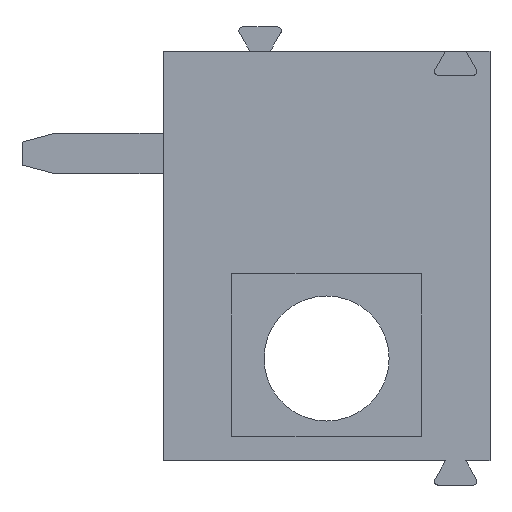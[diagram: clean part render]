
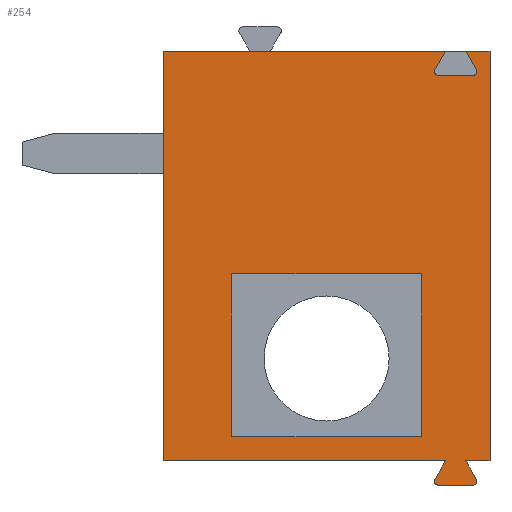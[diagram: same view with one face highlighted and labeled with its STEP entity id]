
A CAD part, front view. The second image highlights one B-rep face of the part: STEP entity #254.
In plain terms, the highlighted planar face has unit normal (0, -1, 0).
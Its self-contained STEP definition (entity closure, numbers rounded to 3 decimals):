
#254 = ADVANCED_FACE( 'F487', ( #537, #538 ), #539, .T. );
#537 = FACE_OUTER_BOUND( '', #843, .T. );
#538 = FACE_BOUND( '', #844, .T. );
#539 = PLANE( '', #845 );
#843 = EDGE_LOOP( '', ( #1472, #1473, #1474, #1475, #1476, #1477, #1478, #1479, #1480, #1481, #1482, #1483, #1484, #1485, #1486, #1487 ) );
#844 = EDGE_LOOP( '', ( #1488, #1489, #1490, #1491 ) );
#845 = AXIS2_PLACEMENT_3D( '', #1492, #1493, #1494 );
#1472 = ORIENTED_EDGE( '', *, *, #2067, .T. );
#1473 = ORIENTED_EDGE( '', *, *, #1994, .T. );
#1474 = ORIENTED_EDGE( '', *, *, #1945, .T. );
#1475 = ORIENTED_EDGE( '', *, *, #1873, .T. );
#1476 = ORIENTED_EDGE( '', *, *, #1907, .T. );
#1477 = ORIENTED_EDGE( '', *, *, #1916, .T. );
#1478 = ORIENTED_EDGE( '', *, *, #2068, .T. );
#1479 = ORIENTED_EDGE( '', *, *, #1992, .T. );
#1480 = ORIENTED_EDGE( '', *, *, #1859, .T. );
#1481 = ORIENTED_EDGE( '', *, *, #2069, .T. );
#1482 = ORIENTED_EDGE( '', *, *, #2070, .T. );
#1483 = ORIENTED_EDGE( '', *, *, #1891, .F. );
#1484 = ORIENTED_EDGE( '', *, *, #2053, .T. );
#1485 = ORIENTED_EDGE( '', *, *, #1967, .F. );
#1486 = ORIENTED_EDGE( '', *, *, #2071, .T. );
#1487 = ORIENTED_EDGE( '', *, *, #2072, .T. );
#1488 = ORIENTED_EDGE( '', *, *, #2073, .F. );
#1489 = ORIENTED_EDGE( '', *, *, #2074, .F. );
#1490 = ORIENTED_EDGE( '', *, *, #2075, .T. );
#1491 = ORIENTED_EDGE( '', *, *, #2076, .F. );
#1492 = CARTESIAN_POINT( '', ( -0.15, 0., -0.12 ) );
#1493 = DIRECTION( '', ( 0., -1., 0. ) );
#1494 = DIRECTION( '', ( 1., 0., 0. ) );
#1859 = EDGE_CURVE( '', #2229, #2227, #2230, .T. );
#1873 = EDGE_CURVE( '', #2252, #2250, #2253, .T. );
#1891 = EDGE_CURVE( '', #2283, #2285, #2286, .T. );
#1907 = EDGE_CURVE( '', #2250, #2307, #2309, .T. );
#1916 = EDGE_CURVE( '', #2307, #2321, #2323, .T. );
#1945 = EDGE_CURVE( '', #2366, #2252, #2367, .T. );
#1967 = EDGE_CURVE( '', #2401, #2403, #2404, .T. );
#1992 = EDGE_CURVE( '', #2442, #2229, #2443, .T. );
#1994 = EDGE_CURVE( '', #2445, #2366, #2446, .T. );
#2053 = EDGE_CURVE( '', #2283, #2403, #2528, .T. );
#2067 = EDGE_CURVE( '', #2545, #2445, #2546, .T. );
#2068 = EDGE_CURVE( '', #2321, #2442, #2547, .T. );
#2069 = EDGE_CURVE( '', #2227, #2548, #2549, .T. );
#2070 = EDGE_CURVE( '', #2548, #2285, #2550, .T. );
#2071 = EDGE_CURVE( '', #2401, #2551, #2552, .T. );
#2072 = EDGE_CURVE( '', #2551, #2545, #2553, .T. );
#2073 = EDGE_CURVE( '', #2554, #2555, #2556, .T. );
#2074 = EDGE_CURVE( '', #2557, #2554, #2558, .T. );
#2075 = EDGE_CURVE( '', #2557, #2559, #2560, .T. );
#2076 = EDGE_CURVE( '', #2555, #2559, #2561, .T. );
#2227 = VERTEX_POINT( '', #2758 );
#2229 = VERTEX_POINT( '', #2761 );
#2230 = LINE( '', #2762, #2763 );
#2250 = VERTEX_POINT( '', #2790 );
#2252 = VERTEX_POINT( '', #2793 );
#2253 = CIRCLE( '', #2794, 0.1 );
#2283 = VERTEX_POINT( '', #2835 );
#2285 = VERTEX_POINT( '', #2838 );
#2286 = CIRCLE( '', #2839, 0.1 );
#2307 = VERTEX_POINT( '', #2867 );
#2309 = LINE( '', #2870, #2871 );
#2321 = VERTEX_POINT( '', #2884 );
#2323 = CIRCLE( '', #2887, 0.1 );
#2366 = VERTEX_POINT( '', #2950 );
#2367 = LINE( '', #2951, #2952 );
#2401 = VERTEX_POINT( '', #3000 );
#2403 = VERTEX_POINT( '', #3003 );
#2404 = CIRCLE( '', #3004, 0.1 );
#2442 = VERTEX_POINT( '', #3050 );
#2443 = LINE( '', #3051, #3052 );
#2445 = VERTEX_POINT( '', #3055 );
#2446 = LINE( '', #3056, #3057 );
#2528 = LINE( '', #3175, #3176 );
#2545 = VERTEX_POINT( '', #3200 );
#2546 = LINE( '', #3201, #3202 );
#2547 = LINE( '', #3203, #3204 );
#2548 = VERTEX_POINT( '', #3205 );
#2549 = LINE( '', #3206, #3207 );
#2550 = LINE( '', #3208, #3209 );
#2551 = VERTEX_POINT( '', #3210 );
#2552 = LINE( '', #3211, #3212 );
#2553 = LINE( '', #3213, #3214 );
#2554 = VERTEX_POINT( '', #3215 );
#2555 = VERTEX_POINT( '', #3216 );
#2556 = LINE( '', #3217, #3218 );
#2557 = VERTEX_POINT( '', #3219 );
#2558 = LINE( '', #3220, #3221 );
#2559 = VERTEX_POINT( '', #3222 );
#2560 = LINE( '', #3223, #3224 );
#2561 = LINE( '', #3225, #3226 );
#2758 = CARTESIAN_POINT( '', ( 0., 0., 0. ) );
#2761 = CARTESIAN_POINT( '', ( 0., 0., -10.16 ) );
#2762 = CARTESIAN_POINT( '', ( 0., 0., -0.12 ) );
#2763 = VECTOR( '', #3390, 1000. );
#2790 = CARTESIAN_POINT( '', ( -1.277, 0., -10.76 ) );
#2793 = CARTESIAN_POINT( '', ( -1.363, 0., -10.61 ) );
#2794 = AXIS2_PLACEMENT_3D( '', #3405, #3406, #3407 );
#2835 = CARTESIAN_POINT( '', ( -0.423, 0., -0.6 ) );
#2838 = CARTESIAN_POINT( '', ( -0.337, 0., -0.45 ) );
#2839 = AXIS2_PLACEMENT_3D( '', #3426, #3427, #3428 );
#2867 = CARTESIAN_POINT( '', ( -0.423, 0., -10.76 ) );
#2870 = CARTESIAN_POINT( '', ( -0.15, 0., -10.76 ) );
#2871 = VECTOR( '', #3446, 1000. );
#2884 = CARTESIAN_POINT( '', ( -0.337, 0., -10.61 ) );
#2887 = AXIS2_PLACEMENT_3D( '', #3458, #3459, #3460 );
#2950 = CARTESIAN_POINT( '', ( -1.104, 0., -10.16 ) );
#2951 = CARTESIAN_POINT( '', ( 3.465, 0., -2.247 ) );
#2952 = VECTOR( '', #3481, 1000. );
#3000 = CARTESIAN_POINT( '', ( -1.363, 0., -0.45 ) );
#3003 = CARTESIAN_POINT( '', ( -1.277, 0., -0.6 ) );
#3004 = AXIS2_PLACEMENT_3D( '', #3500, #3501, #3502 );
#3050 = CARTESIAN_POINT( '', ( -0.596, 0., -10.16 ) );
#3051 = CARTESIAN_POINT( '', ( -16.414, 0., -10.16 ) );
#3052 = VECTOR( '', #3541, 1000. );
#3055 = CARTESIAN_POINT( '', ( -8.1, 0., -10.16 ) );
#3056 = CARTESIAN_POINT( '', ( -16.414, 0., -10.16 ) );
#3057 = VECTOR( '', #3543, 1000. );
#3175 = CARTESIAN_POINT( '', ( -16.414, 0., -0.6 ) );
#3176 = VECTOR( '', #3607, 1000. );
#3200 = CARTESIAN_POINT( '', ( -8.1, 0., 0. ) );
#3201 = CARTESIAN_POINT( '', ( -8.1, 0., 4.96 ) );
#3202 = VECTOR( '', #3615, 1000. );
#3203 = CARTESIAN_POINT( '', ( -4.815, 0., -2.853 ) );
#3204 = VECTOR( '', #3616, 1000. );
#3205 = CARTESIAN_POINT( '', ( -0.596, 0., 0. ) );
#3206 = CARTESIAN_POINT( '', ( -16.414, 0., 0. ) );
#3207 = VECTOR( '', #3617, 1000. );
#3208 = CARTESIAN_POINT( '', ( -0.481, 0., -0.2 ) );
#3209 = VECTOR( '', #3618, 1000. );
#3210 = CARTESIAN_POINT( '', ( -1.104, 0., 0. ) );
#3211 = CARTESIAN_POINT( '', ( -1.219, 0., -0.2 ) );
#3212 = VECTOR( '', #3619, 1000. );
#3213 = CARTESIAN_POINT( '', ( -16.414, 0., 0. ) );
#3214 = VECTOR( '', #3620, 1000. );
#3215 = CARTESIAN_POINT( '', ( -6.4, 0., -9.56 ) );
#3216 = CARTESIAN_POINT( '', ( -1.7, 0., -9.56 ) );
#3217 = CARTESIAN_POINT( '', ( -16.414, 0., -9.56 ) );
#3218 = VECTOR( '', #3621, 1000. );
#3219 = CARTESIAN_POINT( '', ( -6.4, 0., -5.52 ) );
#3220 = CARTESIAN_POINT( '', ( -6.4, 0., -0.2 ) );
#3221 = VECTOR( '', #3622, 1000. );
#3222 = CARTESIAN_POINT( '', ( -1.7, 0., -5.52 ) );
#3223 = CARTESIAN_POINT( '', ( -16.414, 0., -5.52 ) );
#3224 = VECTOR( '', #3623, 1000. );
#3225 = CARTESIAN_POINT( '', ( -1.7, 0., -0.2 ) );
#3226 = VECTOR( '', #3624, 1000. );
#3390 = DIRECTION( '', ( 0., 0., 1. ) );
#3405 = CARTESIAN_POINT( '', ( -1.277, 0., -10.66 ) );
#3406 = DIRECTION( '', ( 0., -1., 0. ) );
#3407 = DIRECTION( '', ( 1., 0., 0. ) );
#3426 = CARTESIAN_POINT( '', ( -0.423, 0., -0.5 ) );
#3427 = DIRECTION( '', ( 0., -1., 0. ) );
#3428 = DIRECTION( '', ( 1., 0., 0. ) );
#3446 = DIRECTION( '', ( 1., 0., 0. ) );
#3458 = CARTESIAN_POINT( '', ( -0.423, 0., -10.66 ) );
#3459 = DIRECTION( '', ( 0., -1., 0. ) );
#3460 = DIRECTION( '', ( 1., 0., 0. ) );
#3481 = DIRECTION( '', ( -0.5, 0., -0.866 ) );
#3500 = CARTESIAN_POINT( '', ( -1.277, 0., -0.5 ) );
#3501 = DIRECTION( '', ( 0., -1., 0. ) );
#3502 = DIRECTION( '', ( 1., 0., 0. ) );
#3541 = DIRECTION( '', ( 1., 0., 0. ) );
#3543 = DIRECTION( '', ( 1., 0., 0. ) );
#3607 = DIRECTION( '', ( -1., 0., 0. ) );
#3615 = DIRECTION( '', ( 0., 0., -1. ) );
#3616 = DIRECTION( '', ( -0.5, 0., 0.866 ) );
#3617 = DIRECTION( '', ( -1., 0., 0. ) );
#3618 = DIRECTION( '', ( 0.5, 0., -0.866 ) );
#3619 = DIRECTION( '', ( 0.5, 0., 0.866 ) );
#3620 = DIRECTION( '', ( -1., 0., 0. ) );
#3621 = DIRECTION( '', ( 1., 0., 0. ) );
#3622 = DIRECTION( '', ( 0., 0., -1. ) );
#3623 = DIRECTION( '', ( 1., 0., 0. ) );
#3624 = DIRECTION( '', ( 0., 0., 1. ) );
